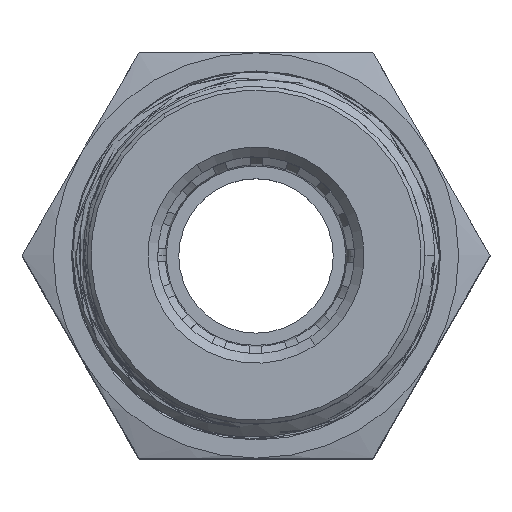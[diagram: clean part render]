
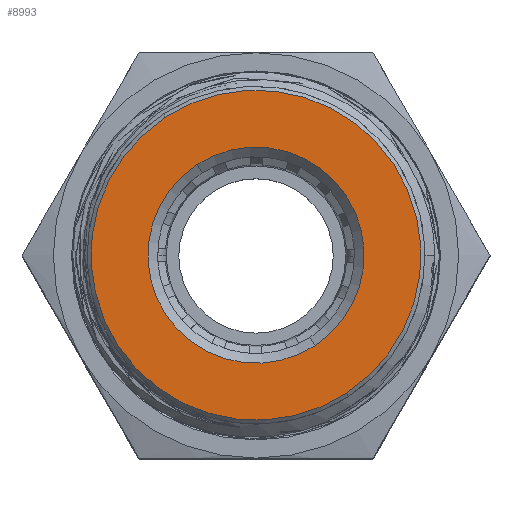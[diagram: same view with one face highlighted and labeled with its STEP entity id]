
A CAD part, top view. The second image highlights one B-rep face of the part: STEP entity #8993.
In plain terms, the highlighted planar face has unit normal (0, 0, 1).
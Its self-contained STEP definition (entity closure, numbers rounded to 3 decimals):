
#1084 = EDGE_CURVE ( 'NONE', #33369, #7356, #51926, .T. ) ;
#1916 = AXIS2_PLACEMENT_3D ( 'NONE', #51837, #23349, #56575 ) ;
#2931 = VERTEX_POINT ( 'NONE', #18363 ) ;
#6987 = EDGE_CURVE ( 'NONE', #42294, #2931, #57947, .T. ) ;
#7248 = EDGE_CURVE ( 'NONE', #2931, #42294, #54215, .T. ) ;
#7356 = VERTEX_POINT ( 'NONE', #31032 ) ;
#8170 = CIRCLE ( 'NONE', #1916, 8.55 ) ;
#8993 = ADVANCED_FACE ( 'NONE', ( #31610, #42824 ), #24508, .T. ) ;
#13915 = DIRECTION ( 'NONE',  ( -0.548, 0.837, 0. ) ) ;
#13989 = DIRECTION ( 'NONE',  ( 0., 0., 1. ) ) ;
#14053 = CARTESIAN_POINT ( 'NONE',  ( 0., 0., 3.47 ) ) ;
#15153 = CARTESIAN_POINT ( 'NONE',  ( 0., 0., 3.47 ) ) ;
#18363 = CARTESIAN_POINT ( 'NONE',  ( 3.067, -4.686, 3.47 ) ) ;
#19958 = DIRECTION ( 'NONE',  ( 0.548, -0.837, 0. ) ) ;
#20069 = DIRECTION ( 'NONE',  ( 0., 0., -1. ) ) ;
#22363 = DIRECTION ( 'NONE',  ( 0., 0., -1. ) ) ;
#23349 = DIRECTION ( 'NONE',  ( 0., 0., 1. ) ) ;
#24508 = PLANE ( 'NONE',  #57255 ) ;
#27469 = CARTESIAN_POINT ( 'NONE',  ( -3.067, 4.686, 3.47 ) ) ;
#31032 = CARTESIAN_POINT ( 'NONE',  ( -4.682, 7.154, 3.47 ) ) ;
#31610 = FACE_BOUND ( 'NONE', #37978, .T. ) ;
#33369 = VERTEX_POINT ( 'NONE', #47787 ) ;
#33512 = ORIENTED_EDGE ( 'NONE', *, *, #7248, .T. ) ;
#35469 = EDGE_CURVE ( 'NONE', #7356, #33369, #8170, .T. ) ;
#37568 = EDGE_LOOP ( 'NONE', ( #54256, #59227 ) ) ;
#37978 = EDGE_LOOP ( 'NONE', ( #33512, #39747 ) ) ;
#39747 = ORIENTED_EDGE ( 'NONE', *, *, #6987, .T. ) ;
#42294 = VERTEX_POINT ( 'NONE', #27469 ) ;
#42824 = FACE_OUTER_BOUND ( 'NONE', #37568, .T. ) ;
#42842 = AXIS2_PLACEMENT_3D ( 'NONE', #50837, #22363, #55597 ) ;
#47787 = CARTESIAN_POINT ( 'NONE',  ( 4.682, -7.154, 3.47 ) ) ;
#48408 = DIRECTION ( 'NONE',  ( 0., 0., 1. ) ) ;
#48525 = CARTESIAN_POINT ( 'NONE',  ( 0., 0., 3.47 ) ) ;
#50837 = CARTESIAN_POINT ( 'NONE',  ( 0., 0., 3.47 ) ) ;
#51837 = CARTESIAN_POINT ( 'NONE',  ( 0., 0., 3.47 ) ) ;
#51926 = CIRCLE ( 'NONE', #56340, 8.55 ) ;
#53312 = DIRECTION ( 'NONE',  ( 0.548, -0.837, 0. ) ) ;
#54215 = CIRCLE ( 'NONE', #57519, 5.6 ) ;
#54256 = ORIENTED_EDGE ( 'NONE', *, *, #35469, .T. ) ;
#55597 = DIRECTION ( 'NONE',  ( 0.548, -0.837, 0. ) ) ;
#56340 = AXIS2_PLACEMENT_3D ( 'NONE', #14053, #13989, #13915 ) ;
#56575 = DIRECTION ( 'NONE',  ( -0.548, 0.837, 0. ) ) ;
#57255 = AXIS2_PLACEMENT_3D ( 'NONE', #15153, #48408, #19958 ) ;
#57519 = AXIS2_PLACEMENT_3D ( 'NONE', #48525, #20069, #53312 ) ;
#57947 = CIRCLE ( 'NONE', #42842, 5.6 ) ;
#59227 = ORIENTED_EDGE ( 'NONE', *, *, #1084, .T. ) ;
